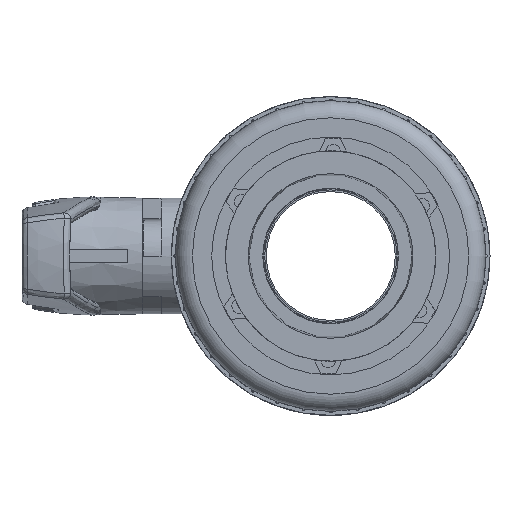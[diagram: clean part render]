
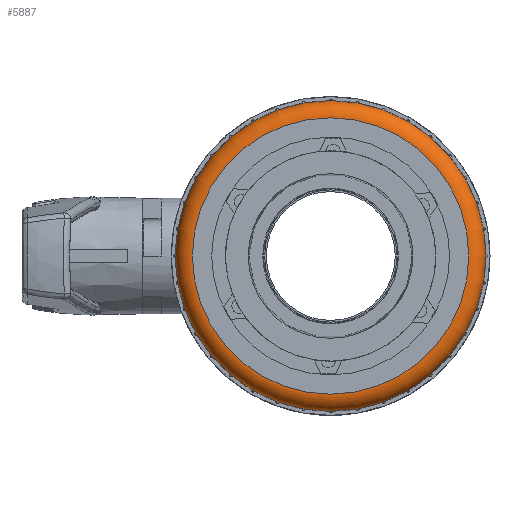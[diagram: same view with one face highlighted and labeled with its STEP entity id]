
A CAD part, left-side view. The second image highlights one B-rep face of the part: STEP entity #5887.
In plain terms, the highlighted toroidal (fillet/blend) face has major radius 75.523 mm and minor radius 9.267 mm.
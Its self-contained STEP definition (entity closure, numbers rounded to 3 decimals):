
#4925=TOROIDAL_SURFACE('',#20877,75.523,9.267);
#5887=ADVANCED_FACE('',(#7107,#7108),#4925,.T.);
#7107=FACE_BOUND('',#8063,.T.);
#7108=FACE_BOUND('',#8064,.T.);
#8063=EDGE_LOOP('',(#12162));
#8064=EDGE_LOOP('',(#12163));
#12162=ORIENTED_EDGE('',*,*,#17953,.F.);
#12163=ORIENTED_EDGE('',*,*,#18062,.F.);
#15481=VERTEX_POINT('',#39604);
#15554=VERTEX_POINT('',#40867);
#17953=EDGE_CURVE('',#15481,#15481,#19506,.T.);
#18062=EDGE_CURVE('',#15554,#15554,#19507,.T.);
#19506=CIRCLE('',#20866,84.79);
#19507=CIRCLE('',#20868,75.523);
#20866=AXIS2_PLACEMENT_3D('',#39603,#24475,#24476);
#20868=AXIS2_PLACEMENT_3D('',#40866,#24551,#24552);
#20877=AXIS2_PLACEMENT_3D('',#41407,#24571,#24572);
#24475=DIRECTION('',(1.,0.,0.));
#24476=DIRECTION('',(0.,1.,0.));
#24551=DIRECTION('',(-1.,0.,0.));
#24552=DIRECTION('',(0.,1.,0.));
#24571=DIRECTION('',(1.,0.,0.));
#24572=DIRECTION('',(0.,-1.,0.));
#39603=CARTESIAN_POINT('',(509.907,-1.25,0.));
#39604=CARTESIAN_POINT('',(509.907,83.54,0.));
#40866=CARTESIAN_POINT('',(500.64,-1.25,0.));
#40867=CARTESIAN_POINT('',(500.64,74.273,0.));
#41407=CARTESIAN_POINT('',(509.907,-1.25,0.));
